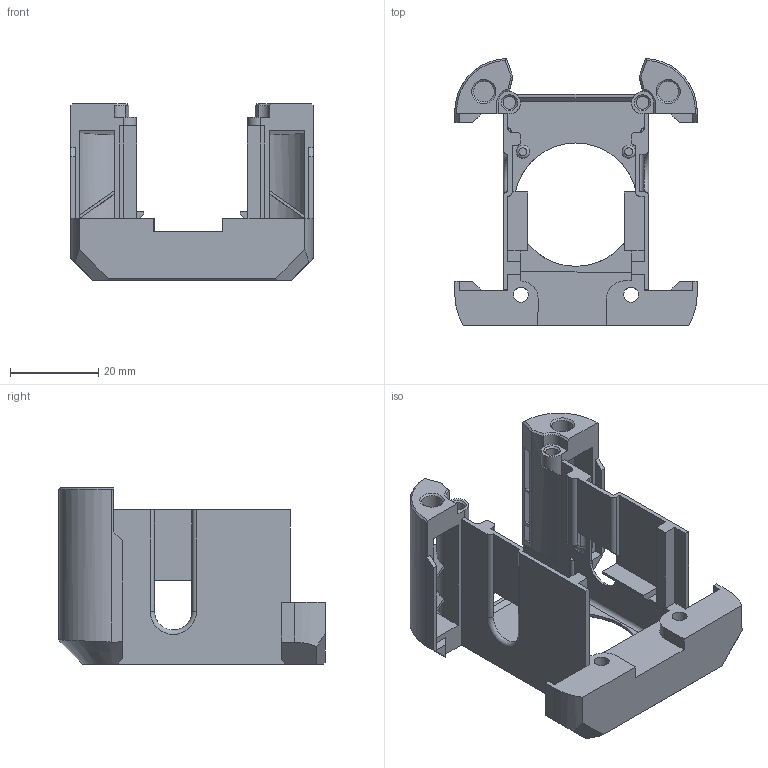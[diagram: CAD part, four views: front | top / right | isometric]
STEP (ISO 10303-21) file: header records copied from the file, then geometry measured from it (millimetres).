
FILE_DESCRIPTION(/* description */ ('STEP AP242','CAx-IF Rec.Pracs.---Representation and Presentation of Product Manufacturing Information (PMI)---4.0---2014-10-13','CAx-IF Rec.Pracs.---3D Tessellated Geometry---0.4---2014-09-14','2;1'),/* implementation_level */ '2;1');
FILE_NAME(/* name */ '68a44470b527b3470084368e',/* time_stamp */ '2025-08-19T09:31:29Z',/* author */ (''),/* organization */ (''),/* preprocessor_version */ 'ST-DEVELOPER v20',/* originating_system */ 'ONSHAPE BY PTC INC, 1.202',/* authorisation */ ' ');
FILE_SCHEMA (('AP242_MANAGED_MODEL_BASED_3D_ENGINEERING_MIM_LF { 1 0 10303 442 1 1 4 }'));
Length unit declared in the file: metre
Products named in the file (1): Standard
Bounding box: 55 x 60.51 x 40 mm (x, y, z)
Volume: 15897.5 mm3; surface area: 16629.1 mm2
Topology: 1 solids, 2 shells, 292 faces, 791 edges, 503 vertices
Faces by surface type: plane 199, cylinder 61, cone 18, torus 6, bspline 4, sphere 4
Full cylindrical faces by diameter (mm): 2.9 x2, 3.4 x2, 4.7 x2, 6.2 x2, 28.001 x1
Entity records: 9220 total; most frequent: CARTESIAN_POINT 1894, ORIENTED_EDGE 1528, DIRECTION 1479, EDGE_CURVE 764, LINE 569, VECTOR 569, VERTEX_POINT 495, AXIS2_PLACEMENT_3D 455
